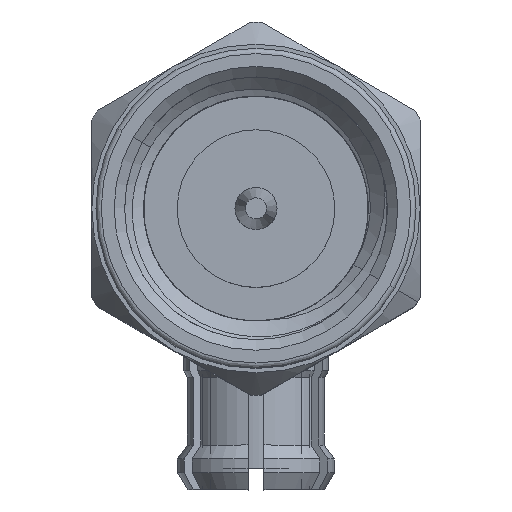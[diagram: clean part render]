
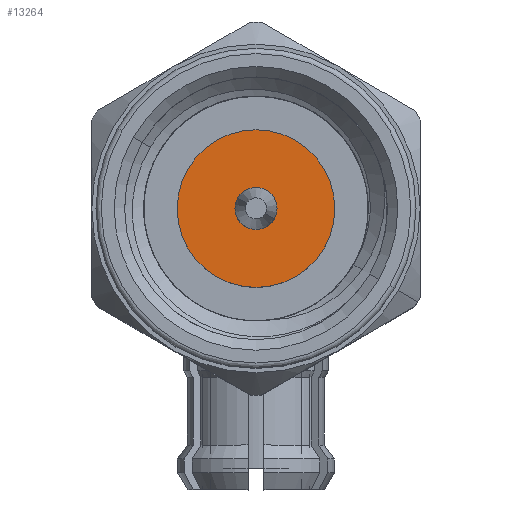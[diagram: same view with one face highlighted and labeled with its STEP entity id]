
A CAD part, top view. The second image highlights one B-rep face of the part: STEP entity #13264.
In plain terms, the highlighted face is planar.
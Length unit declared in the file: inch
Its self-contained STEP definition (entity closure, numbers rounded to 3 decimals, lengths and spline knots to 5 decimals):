
#39 = CIRCLE ( 'NONE', #2671, 0.075 ) ;
#108 = FACE_BOUND ( 'NONE', #10570, .T. ) ;
#247 = FACE_OUTER_BOUND ( 'NONE', #267, .T. ) ;
#267 = EDGE_LOOP ( 'NONE', ( #12989, #5360 ) ) ;
#474 = DIRECTION ( 'NONE',  ( -1., 0., 0. ) ) ;
#678 = DIRECTION ( 'NONE',  ( -1., 0., 0. ) ) ;
#1853 = DIRECTION ( 'NONE',  ( 0., 0., 1. ) ) ;
#2553 = AXIS2_PLACEMENT_3D ( 'NONE', #2680, #4736, #1853 ) ;
#2671 = AXIS2_PLACEMENT_3D ( 'NONE', #6766, #474, #9853 ) ;
#2680 = CARTESIAN_POINT ( 'NONE',  ( -0.72, 0., 0. ) ) ;
#3005 = DIRECTION ( 'NONE',  ( -1., 0., 0. ) ) ;
#3625 = EDGE_CURVE ( 'NONE', #11789, #9914, #8466, .T. ) ;
#4341 = CARTESIAN_POINT ( 'NONE',  ( -0.72, 0., -0.075 ) ) ;
#4721 = DIRECTION ( 'NONE',  ( 0., 0., 1. ) ) ;
#4736 = DIRECTION ( 'NONE',  ( -1., 0., 0. ) ) ;
#4887 = VERTEX_POINT ( 'NONE', #8417 ) ;
#5158 = AXIS2_PLACEMENT_3D ( 'NONE', #8402, #12501, #12697 ) ;
#5360 = ORIENTED_EDGE ( 'NONE', *, *, #9368, .T. ) ;
#5738 = CIRCLE ( 'NONE', #8150, 0.02 ) ;
#6210 = ORIENTED_EDGE ( 'NONE', *, *, #7865, .F. ) ;
#6403 = ORIENTED_EDGE ( 'NONE', *, *, #9442, .F. ) ;
#6766 = CARTESIAN_POINT ( 'NONE',  ( -0.72, 0., 0. ) ) ;
#7865 = EDGE_CURVE ( 'NONE', #12990, #4887, #11171, .T. ) ;
#8150 = AXIS2_PLACEMENT_3D ( 'NONE', #13270, #678, #4721 ) ;
#8402 = CARTESIAN_POINT ( 'NONE',  ( -0.72, 0.15225, 0. ) ) ;
#8417 = CARTESIAN_POINT ( 'NONE',  ( -0.72, 0., 0.02 ) ) ;
#8466 = CIRCLE ( 'NONE', #2553, 0.075 ) ;
#9312 = CARTESIAN_POINT ( 'NONE',  ( -0.72, 0., 0. ) ) ;
#9368 = EDGE_CURVE ( 'NONE', #9914, #11789, #39, .T. ) ;
#9423 = AXIS2_PLACEMENT_3D ( 'NONE', #9312, #3005, #13415 ) ;
#9442 = EDGE_CURVE ( 'NONE', #4887, #12990, #5738, .T. ) ;
#9853 = DIRECTION ( 'NONE',  ( 0., 0., 1. ) ) ;
#9914 = VERTEX_POINT ( 'NONE', #13192 ) ;
#10570 = EDGE_LOOP ( 'NONE', ( #6210, #6403 ) ) ;
#11171 = CIRCLE ( 'NONE', #9423, 0.02 ) ;
#11789 = VERTEX_POINT ( 'NONE', #4341 ) ;
#12103 = CARTESIAN_POINT ( 'NONE',  ( -0.72, 0., -0.02 ) ) ;
#12501 = DIRECTION ( 'NONE',  ( -1., 0., 0. ) ) ;
#12697 = DIRECTION ( 'NONE',  ( 0., 0., 1. ) ) ;
#12989 = ORIENTED_EDGE ( 'NONE', *, *, #3625, .T. ) ;
#12990 = VERTEX_POINT ( 'NONE', #12103 ) ;
#13192 = CARTESIAN_POINT ( 'NONE',  ( -0.72, 0., 0.075 ) ) ;
#13264 = ADVANCED_FACE ( 'NONE', ( #247, #108 ), #13532, .T. ) ;
#13270 = CARTESIAN_POINT ( 'NONE',  ( -0.72, 0., 0. ) ) ;
#13415 = DIRECTION ( 'NONE',  ( 0., 0., 1. ) ) ;
#13532 = PLANE ( 'NONE',  #5158 ) ;
